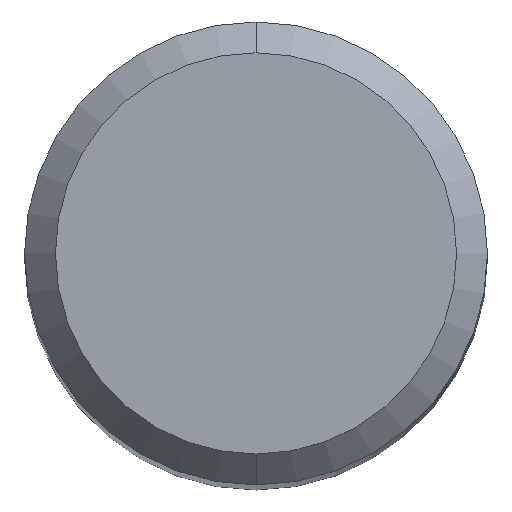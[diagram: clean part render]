
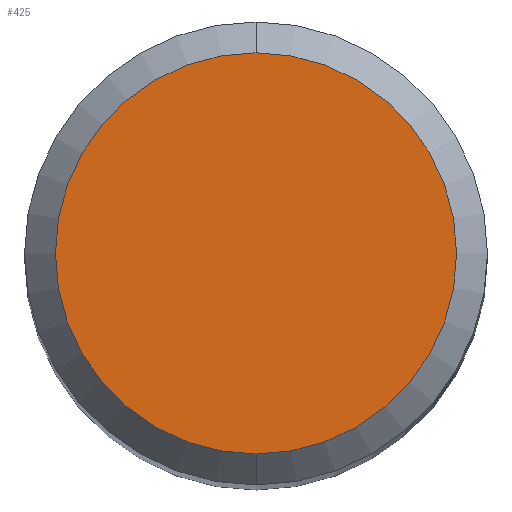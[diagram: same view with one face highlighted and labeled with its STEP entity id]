
A CAD part, top view. The second image highlights one B-rep face of the part: STEP entity #425.
In plain terms, the highlighted planar face has unit normal (0, 0, 1).
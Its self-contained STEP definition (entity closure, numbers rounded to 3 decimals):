
#217=VERTEX_POINT('',#522);
#227=VERTEX_POINT('',#533);
#233=EDGE_CURVE('',#217,#227,#539,.T.);
#425=ADVANCED_FACE('',(#749),#750,.T.);
#447=EDGE_CURVE('',#227,#217,#775,.T.);
#522=CARTESIAN_POINT('',(0.,-2.6,0.0));
#533=CARTESIAN_POINT('',(0.0,2.6,0.0));
#539=CIRCLE('',#944,2.6);
#749=FACE_OUTER_BOUND('',#1345,.T.);
#750=PLANE('',#1346);
#775=CIRCLE('',#1377,2.6);
#944=AXIS2_PLACEMENT_3D('',#1482,#1483,#1484);
#1345=EDGE_LOOP('',(#1723,#1724));
#1346=AXIS2_PLACEMENT_3D('',#1725,#1726,#1727);
#1377=AXIS2_PLACEMENT_3D('',#1755,#1756,#1757);
#1482=CARTESIAN_POINT('',(0.0,0.0,0.0));
#1483=DIRECTION('',(0.0,0.0,-1.0));
#1484=DIRECTION('',(0.0,1.0,0.0));
#1723=ORIENTED_EDGE('',*,*,#447,.F.);
#1724=ORIENTED_EDGE('',*,*,#233,.F.);
#1725=CARTESIAN_POINT('',(0.0,1.3,0.0));
#1726=DIRECTION('',(-0.0,0.0,1.0));
#1727=DIRECTION('',(0.0,-1.0,0.0));
#1755=CARTESIAN_POINT('',(0.0,0.0,0.0));
#1756=DIRECTION('',(0.0,0.0,-1.0));
#1757=DIRECTION('',(0.0,1.0,0.0));
